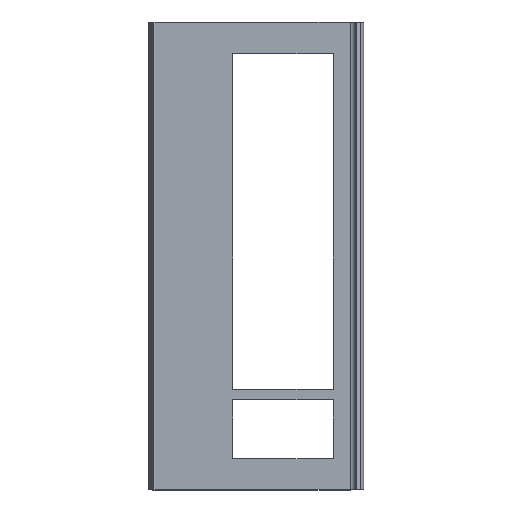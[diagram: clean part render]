
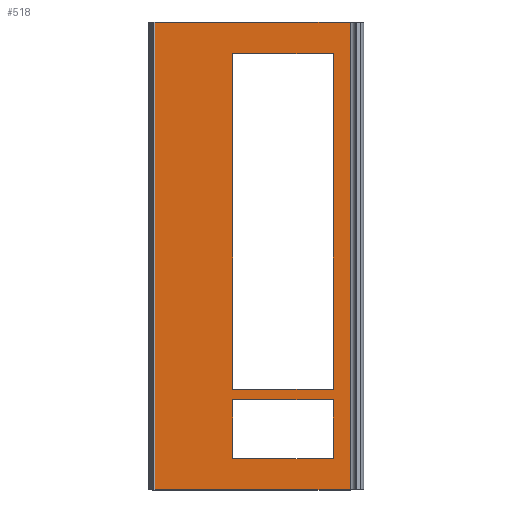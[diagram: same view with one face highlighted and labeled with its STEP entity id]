
A CAD part, top view. The second image highlights one B-rep face of the part: STEP entity #518.
In plain terms, the highlighted planar face has unit normal (0, 0, 1).
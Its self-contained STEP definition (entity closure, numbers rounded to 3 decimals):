
#17=FACE_BOUND('',#87,.T.);
#18=FACE_BOUND('',#88,.T.);
#58=FACE_OUTER_BOUND('',#86,.T.);
#86=EDGE_LOOP('',(#425,#426,#427,#428));
#87=EDGE_LOOP('',(#429,#430,#431,#432));
#88=EDGE_LOOP('',(#433,#434,#435,#436));
#95=LINE('',#721,#155);
#99=LINE('',#728,#159);
#102=LINE('',#734,#162);
#104=LINE('',#737,#164);
#107=LINE('',#745,#167);
#111=LINE('',#752,#171);
#114=LINE('',#758,#174);
#116=LINE('',#761,#176);
#146=LINE('',#842,#206);
#147=LINE('',#845,#207);
#148=LINE('',#847,#208);
#149=LINE('',#848,#209);
#155=VECTOR('',#581,10.);
#159=VECTOR('',#587,10.);
#162=VECTOR('',#592,10.);
#164=VECTOR('',#596,10.);
#167=VECTOR('',#601,10.);
#171=VECTOR('',#607,10.);
#174=VECTOR('',#612,10.);
#176=VECTOR('',#616,10.);
#206=VECTOR('',#692,10.);
#207=VECTOR('',#695,10.);
#208=VECTOR('',#696,10.);
#209=VECTOR('',#697,10.);
#215=VERTEX_POINT('',#718);
#216=VERTEX_POINT('',#720);
#218=VERTEX_POINT('',#726);
#220=VERTEX_POINT('',#732);
#223=VERTEX_POINT('',#742);
#224=VERTEX_POINT('',#744);
#226=VERTEX_POINT('',#750);
#228=VERTEX_POINT('',#756);
#255=VERTEX_POINT('',#838);
#256=VERTEX_POINT('',#840);
#257=VERTEX_POINT('',#844);
#258=VERTEX_POINT('',#846);
#263=EDGE_CURVE('',#216,#215,#95,.T.);
#267=EDGE_CURVE('',#215,#218,#99,.T.);
#270=EDGE_CURVE('',#218,#220,#102,.T.);
#272=EDGE_CURVE('',#220,#216,#104,.T.);
#275=EDGE_CURVE('',#224,#223,#107,.T.);
#279=EDGE_CURVE('',#223,#226,#111,.T.);
#282=EDGE_CURVE('',#226,#228,#114,.T.);
#284=EDGE_CURVE('',#228,#224,#116,.T.);
#324=EDGE_CURVE('',#255,#256,#146,.T.);
#325=EDGE_CURVE('',#255,#257,#147,.T.);
#326=EDGE_CURVE('',#258,#256,#148,.T.);
#327=EDGE_CURVE('',#257,#258,#149,.T.);
#425=ORIENTED_EDGE('',*,*,#325,.F.);
#426=ORIENTED_EDGE('',*,*,#324,.T.);
#427=ORIENTED_EDGE('',*,*,#326,.F.);
#428=ORIENTED_EDGE('',*,*,#327,.F.);
#429=ORIENTED_EDGE('',*,*,#263,.T.);
#430=ORIENTED_EDGE('',*,*,#267,.T.);
#431=ORIENTED_EDGE('',*,*,#270,.T.);
#432=ORIENTED_EDGE('',*,*,#272,.T.);
#433=ORIENTED_EDGE('',*,*,#275,.T.);
#434=ORIENTED_EDGE('',*,*,#279,.T.);
#435=ORIENTED_EDGE('',*,*,#282,.T.);
#436=ORIENTED_EDGE('',*,*,#284,.T.);
#493=PLANE('',#568);
#518=ADVANCED_FACE('',(#58,#17,#18),#493,.T.);
#568=AXIS2_PLACEMENT_3D('',#843,#693,#694);
#581=DIRECTION('',(0.,1.,0.));
#587=DIRECTION('',(1.,0.,0.));
#592=DIRECTION('',(0.,-1.,0.));
#596=DIRECTION('',(-1.,0.,0.));
#601=DIRECTION('',(1.,0.,0.));
#607=DIRECTION('',(0.,-1.,0.));
#612=DIRECTION('',(-1.,0.,0.));
#616=DIRECTION('',(0.,1.,0.));
#692=DIRECTION('',(0.,1.,0.));
#693=DIRECTION('center_axis',(0.,0.,
1.));
#694=DIRECTION('ref_axis',(1.,0.,0.));
#695=DIRECTION('',(-1.,0.,0.));
#696=DIRECTION('',(1.,0.,0.));
#697=DIRECTION('',(0.,1.,0.));
#718=CARTESIAN_POINT('',(-59.885,416.,-16.835));
#720=CARTESIAN_POINT('',(-59.885,96.,-16.835));
#721=CARTESIAN_POINT('',(-59.885,208.,-16.835));
#726=CARTESIAN_POINT('',(36.115,416.,-16.835));
#728=CARTESIAN_POINT('',(-49.98,416.,-16.835));
#732=CARTESIAN_POINT('',(36.115,96.,-16.835));
#734=CARTESIAN_POINT('',(36.115,48.,-16.835));
#737=CARTESIAN_POINT('',(-97.98,96.,-16.835));
#742=CARTESIAN_POINT('',(36.115,86.,-16.835));
#744=CARTESIAN_POINT('',(-59.885,86.,-16.835));
#745=CARTESIAN_POINT('',(-49.98,86.,-16.835));
#750=CARTESIAN_POINT('',(36.115,30.,-16.835));
#752=CARTESIAN_POINT('',(36.115,15.,-16.835));
#756=CARTESIAN_POINT('',(-59.885,30.,-16.835));
#758=CARTESIAN_POINT('',(-97.98,30.,-16.835));
#761=CARTESIAN_POINT('',(-59.885,43.,-16.835));
#838=CARTESIAN_POINT('',(52.142,0.,-16.835));
#840=CARTESIAN_POINT('',(52.142,446.,-16.835));
#842=CARTESIAN_POINT('',(52.142,0.,-16.835));
#843=CARTESIAN_POINT('Origin',(-136.075,0.,-16.835));
#844=CARTESIAN_POINT('',(-136.075,0.,-16.835));
#845=CARTESIAN_POINT('',(52.142,0.,-16.835));
#846=CARTESIAN_POINT('',(-136.075,446.,-16.835));
#847=CARTESIAN_POINT('',(52.142,446.,-16.835));
#848=CARTESIAN_POINT('',(-136.075,0.,-16.835));
